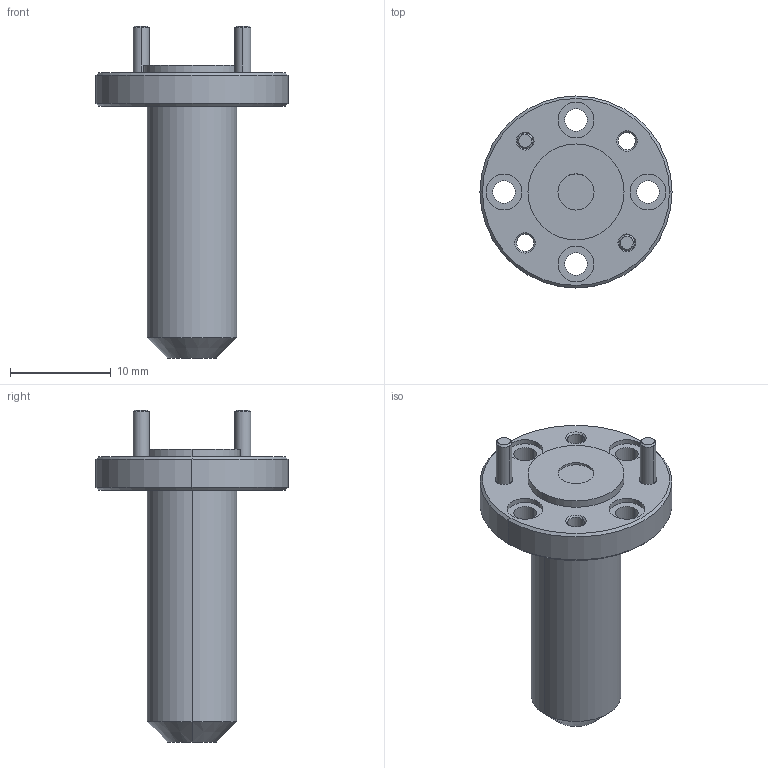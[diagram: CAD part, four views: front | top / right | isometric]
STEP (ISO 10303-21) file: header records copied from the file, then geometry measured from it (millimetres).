
FILE_DESCRIPTION (( 'STEP AP203' ), '1' );
FILE_NAME ('SAC-1055-141-S2.STEP', '2019-05-13T17:21:33', ( '' ), ( '' ), 'SwSTEP 2.0', 'SolidWorks 2016', '' );
FILE_SCHEMA (( 'CONFIG_CONTROL_DESIGN' ));
Length unit declared in the file: inch
Products named in the file (1): SAC-1055-141-S2
Bounding box: 19.05 x 19.05 x 32.94 mm (x, y, z)
Volume: 2430.2 mm3; surface area: 1639.4 mm2
Topology: 3 solids, 3 shells, 71 faces, 152 edges, 94 vertices
Faces by surface type: cylinder 36, cone 22, plane 13
Entity records: 2051 total; most frequent: DIRECTION 390, CARTESIAN_POINT 318, ORIENTED_EDGE 304, AXIS2_PLACEMENT_3D 166, EDGE_CURVE 152, EDGE_LOOP 94, VERTEX_POINT 94, CIRCLE 94
